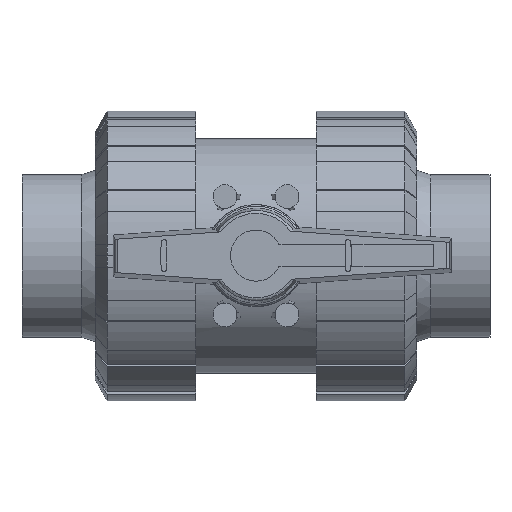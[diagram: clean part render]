
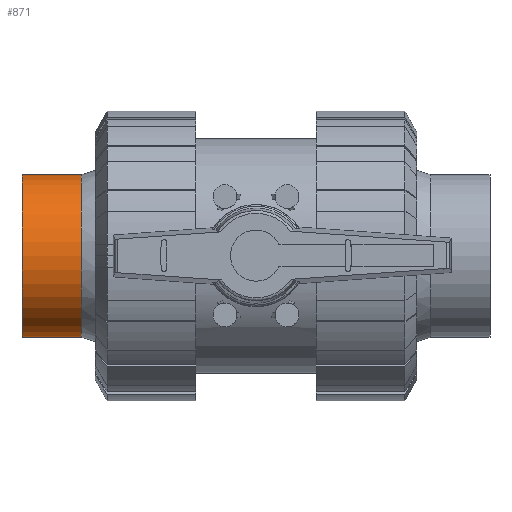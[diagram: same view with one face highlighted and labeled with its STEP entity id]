
A CAD part, top view. The second image highlights one B-rep face of the part: STEP entity #871.
In plain terms, the highlighted cylindrical face has radius 55 mm (diameter 110 mm), a partial arc.
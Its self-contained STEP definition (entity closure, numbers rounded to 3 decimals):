
#871=ADVANCED_FACE('',(#1963),#1964,.T.);
#1963=FACE_OUTER_BOUND('',#3336,.T.);
#1964=CYLINDRICAL_SURFACE('',#3337,55.0);
#3336=EDGE_LOOP('',(#5527,#5528,#5529,#5530));
#3337=AXIS2_PLACEMENT_3D('',#5531,#5532,#5533);
#5527=ORIENTED_EDGE('',*,*,#9109,.T.);
#5528=ORIENTED_EDGE('',*,*,#9105,.F.);
#5529=ORIENTED_EDGE('',*,*,#9099,.F.);
#5530=ORIENTED_EDGE('',*,*,#9107,.T.);
#5531=CARTESIAN_POINT('',(-162.25,0.,100.0));
#5532=DIRECTION('',(1.0,0.,0.0));
#5533=DIRECTION('',(0.,-1.0,0.0));
#9099=EDGE_CURVE('',#11051,#11052,#11053,.T.);
#9105=EDGE_CURVE('',#11052,#11059,#11060,.T.);
#9107=EDGE_CURVE('',#11051,#11061,#11063,.T.);
#9109=EDGE_CURVE('',#11061,#11059,#11065,.T.);
#11051=VERTEX_POINT('',#14326);
#11052=VERTEX_POINT('',#14327);
#11053=CIRCLE('',#14328,55.0);
#11059=VERTEX_POINT('',#14336);
#11060=LINE('',#14337,#14338);
#11061=VERTEX_POINT('',#14339);
#11063=LINE('',#14341,#14342);
#11065=CIRCLE('',#14344,55.0);
#14326=CARTESIAN_POINT('',(-118.25,55.0,100.0));
#14327=CARTESIAN_POINT('',(-118.25,-55.0,100.0));
#14328=AXIS2_PLACEMENT_3D('',#18762,#18763,#18764);
#14336=CARTESIAN_POINT('',(-158.25,-55.0,100.0));
#14337=CARTESIAN_POINT('',(-118.25,-55.0,100.0));
#14338=VECTOR('',#18770,40.0);
#14339=CARTESIAN_POINT('',(-158.25,55.0,100.0));
#14341=CARTESIAN_POINT('',(-118.25,55.0,100.0));
#14342=VECTOR('',#18774,40.0);
#14344=AXIS2_PLACEMENT_3D('',#18775,#18776,#18777);
#18762=CARTESIAN_POINT('',(-118.25,0.,100.0));
#18763=DIRECTION('',(1.0,0.,0.0));
#18764=DIRECTION('',(0.,1.0,0.));
#18770=DIRECTION('',(-1.0,0.,0.));
#18774=DIRECTION('',(-1.0,-0.0,0.));
#18775=CARTESIAN_POINT('',(-158.25,0.0,100.0));
#18776=DIRECTION('',(1.0,0.,0.0));
#18777=DIRECTION('',(0.,1.0,0.0));
